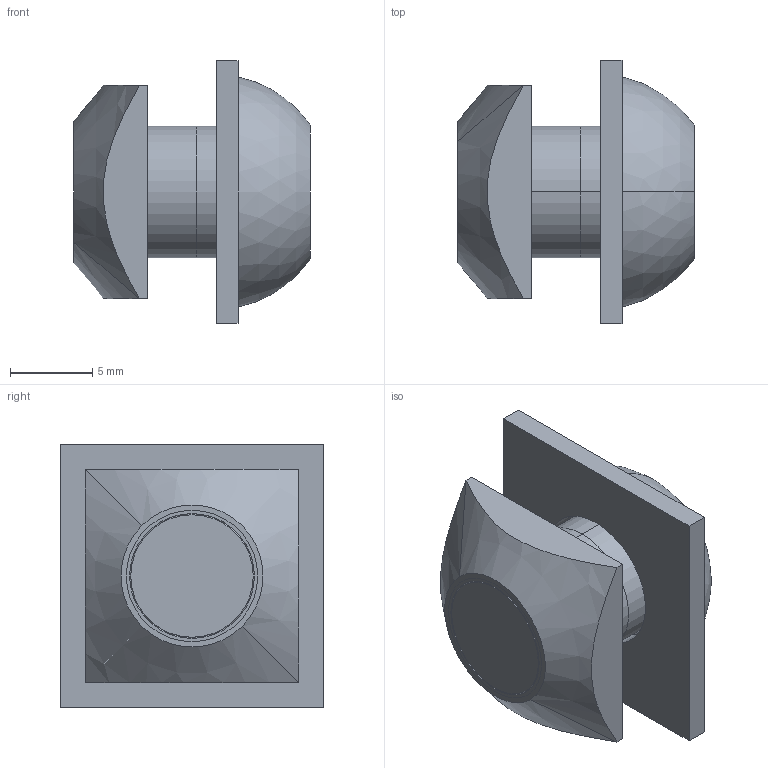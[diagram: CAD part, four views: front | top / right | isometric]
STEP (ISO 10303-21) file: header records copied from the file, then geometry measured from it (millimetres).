
FILE_DESCRIPTION((''),'2;1');
FILE_NAME('11099_SPOJNI_SET_STRANSKI_U8_ASM','2022-09-16T13:39:31',('PredragRovcanin'),('Audax d.o.o.'),'CREO PARAMETRIC BY PTC INC, 2020281','CREO PARAMETRIC BY PTC INC, 2020281','');
FILE_SCHEMA(('AUTOMOTIVE_DESIGN { 1 0 10303 214 1 1 1 1 }'));
Length unit declared in the file: millimetre
Products named in the file (4): L-ISO7380-M8X10; 11053_PODLOZKA_UTORNA_KV_M8_U8; MATICA_UTORNA_M8_U8; 11099_SPOJNI_SET_STRANSKI_U8_ASM
Assembly tree (3 placements, depth 2):
  11099_SPOJNI_SET_STRANSKI_U8_ASM
    L-ISO7380-M8X10
    11053_PODLOZKA_UTORNA_KV_M8_U8
    MATICA_UTORNA_M8_U8
Bounding box: 14.4 x 16 x 16 mm (x, y, z)
Volume: 1629.8 mm3; surface area: 1992.3 mm2
Topology: 3 solids, 5 shells, 57 faces, 128 edges, 84 vertices
Faces by surface type: plane 29, cylinder 16, cone 8, torus 2, sphere 2
Entity records: 3116 total; most frequent: CARTESIAN_POINT 392, COLOUR_RGB 326, DIRECTION 306, ORIENTED_EDGE 240, PRESENTATION_STYLE_ASSIGNMENT 135, STYLED_ITEM 135, CURVE_STYLE 130, EDGE_CURVE 124
